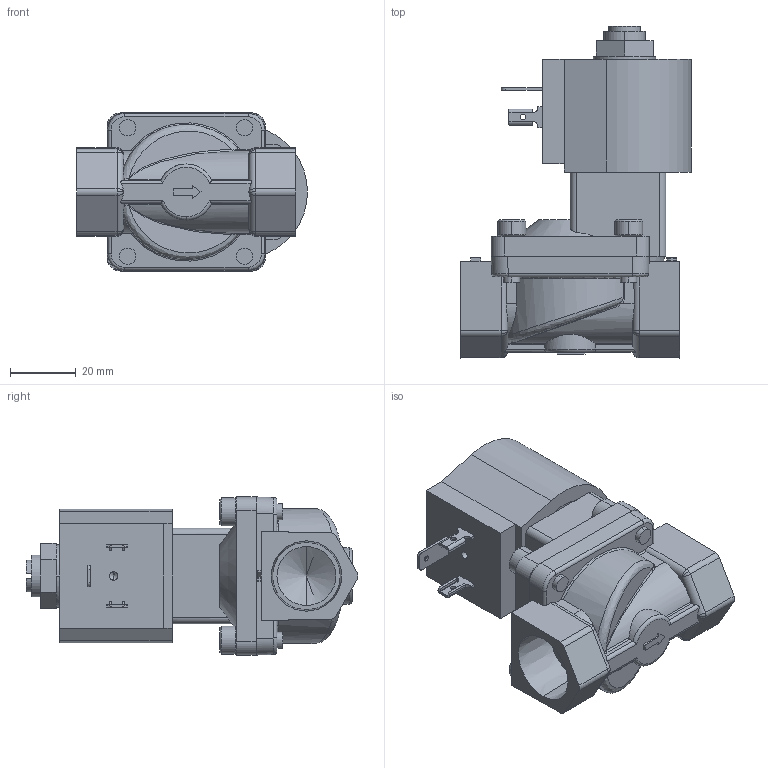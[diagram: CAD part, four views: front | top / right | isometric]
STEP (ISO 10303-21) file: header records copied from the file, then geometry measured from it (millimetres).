
FILE_DESCRIPTION (( 'STEP AP203' ), '1' );
FILE_NAME ('NS711YH02C9DG1.step', '2025-02-18T15:44:51', ( '' ), ( '' ), 'SwSTEP 2.0', 'SolidWorks 2024', '' );
FILE_SCHEMA (( 'CONFIG_CONTROL_DESIGN' ));
Length unit declared in the file: millimetre
Products named in the file (1): NS711YH02C9DG1
Bounding box: 70.12 x 100.77 x 48 mm (x, y, z)
Volume: 127340.2 mm3; surface area: 26766.5 mm2
Topology: 1 solids, 1 shells, 486 faces, 1214 edges, 752 vertices
Faces by surface type: plane 270, cylinder 113, cone 56, sphere 24, bspline 18, torus 5
Entity records: 16484 total; most frequent: CARTESIAN_POINT 5103, ORIENTED_EDGE 2416, DIRECTION 2247, EDGE_CURVE 1208, LINE 753, VECTOR 753, VERTEX_POINT 752, AXIS2_PLACEMENT_3D 747
